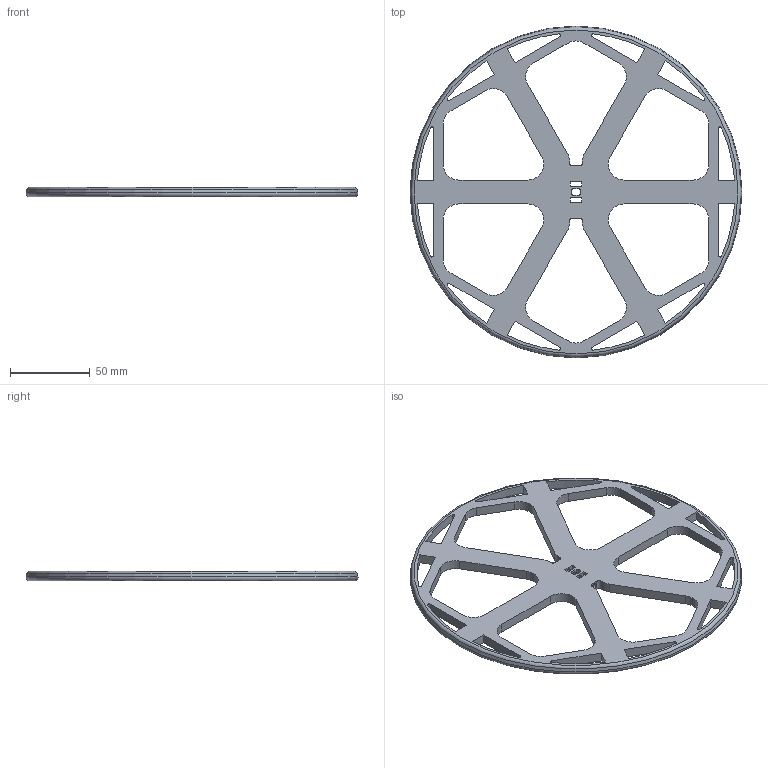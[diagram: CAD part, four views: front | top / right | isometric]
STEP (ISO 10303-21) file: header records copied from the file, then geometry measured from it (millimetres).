
FILE_DESCRIPTION(('STEP AP203'), '1');
FILE_NAME('Wheel', '', ('UNSPECIFIED'), ('UNSPECIFIED'), 'C3D Converter', 'C3D Toolkit', '');
FILE_SCHEMA(('CONFIG_CONTROL_DESIGN'));
Length unit declared in the file: millimetre
Products named in the file (1): Wheel
Bounding box: 208.78 x 208.78 x 6 mm (x, y, z)
Volume: 85750.3 mm3; surface area: 45397.4 mm2
Topology: 1 solids, 1 shells, 145 faces, 427 edges, 284 vertices
Faces by surface type: cylinder 76, plane 66, torus 2, cone 1
Entity records: 5006 total; most frequent: DIRECTION 872, CARTESIAN_POINT 854, ORIENTED_EDGE 848, EDGE_CURVE 424, AXIS2_PLACEMENT_3D 302, VERTEX_POINT 284, LINE 268, VECTOR 268
